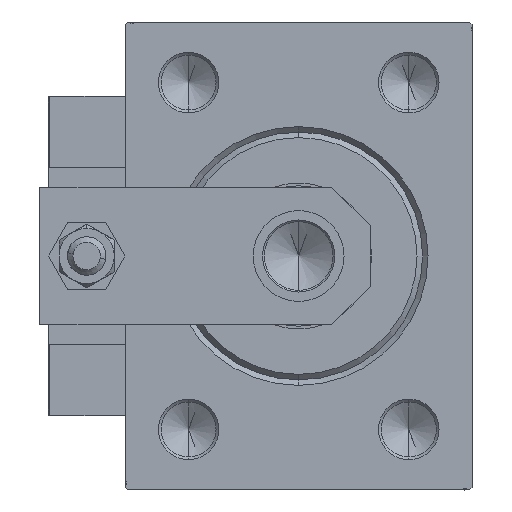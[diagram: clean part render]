
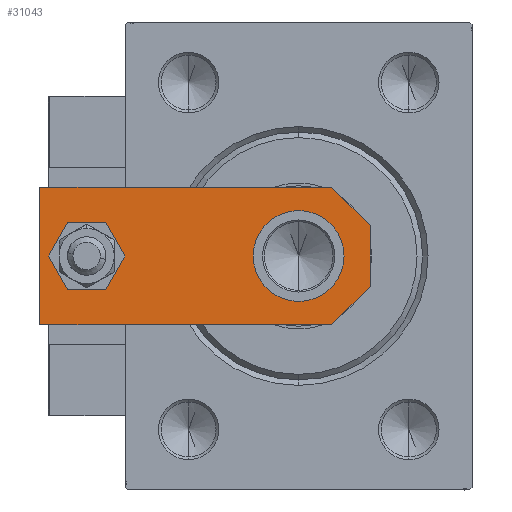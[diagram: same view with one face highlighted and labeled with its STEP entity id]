
A CAD part, left-side view. The second image highlights one B-rep face of the part: STEP entity #31043.
In plain terms, the highlighted face is planar.
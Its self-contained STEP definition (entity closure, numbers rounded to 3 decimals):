
#308 = VERTEX_POINT ( 'NONE', #24587 ) ;
#908 = DIRECTION ( 'NONE',  ( 0., -1., 0. ) ) ;
#1672 = CIRCLE ( 'NONE', #10898, 4. ) ;
#2582 = VERTEX_POINT ( 'NONE', #25333 ) ;
#2659 = EDGE_CURVE ( 'NONE', #37112, #38170, #26218, .T. ) ;
#2756 = LINE ( 'NONE', #11928, #37811 ) ;
#3755 = CIRCLE ( 'NONE', #9640, 4. ) ;
#3864 = PLANE ( 'NONE',  #31886 ) ;
#3934 = CARTESIAN_POINT ( 'NONE',  ( 0., 13., 6. ) ) ;
#4304 = EDGE_CURVE ( 'NONE', #16236, #21311, #28352, .T. ) ;
#6203 = ORIENTED_EDGE ( 'NONE', *, *, #10245, .T. ) ;
#7292 = DIRECTION ( 'NONE',  ( 0., 0., 1. ) ) ;
#8044 = DIRECTION ( 'NONE',  ( 0., 0., 1. ) ) ;
#8045 = LINE ( 'NONE', #24118, #25846 ) ;
#8313 = EDGE_CURVE ( 'NONE', #2582, #8650, #3755, .T. ) ;
#8361 = ORIENTED_EDGE ( 'NONE', *, *, #42216, .T. ) ;
#8650 = VERTEX_POINT ( 'NONE', #18479 ) ;
#8749 = LINE ( 'NONE', #31913, #33424 ) ;
#8787 = LINE ( 'NONE', #35869, #35173 ) ;
#9640 = AXIS2_PLACEMENT_3D ( 'NONE', #38489, #42431, #18803 ) ;
#10245 = EDGE_CURVE ( 'NONE', #34859, #308, #8045, .T. ) ;
#10898 = AXIS2_PLACEMENT_3D ( 'NONE', #36062, #51603, #27712 ) ;
#11231 = FACE_OUTER_BOUND ( 'NONE', #15033, .T. ) ;
#11581 = VECTOR ( 'NONE', #43026, 1000. ) ;
#11890 = AXIS2_PLACEMENT_3D ( 'NONE', #3934, #35975, #40633 ) ;
#11928 = CARTESIAN_POINT ( 'NONE',  ( -12.5, 0., 6. ) ) ;
#12040 = DIRECTION ( 'NONE',  ( 0.707, 0.707, 0. ) ) ;
#12378 = EDGE_LOOP ( 'NONE', ( #15494, #27249 ) ) ;
#15033 = EDGE_LOOP ( 'NONE', ( #51863, #6203, #20437, #34610, #29454, #8361 ) ) ;
#15147 = CARTESIAN_POINT ( 'NONE',  ( -12.5, 7., 6. ) ) ;
#15366 = VECTOR ( 'NONE', #12040, 1000. ) ;
#15448 = DIRECTION ( 'NONE',  ( 1., 0., 0. ) ) ;
#15494 = ORIENTED_EDGE ( 'NONE', *, *, #35245, .F. ) ;
#16236 = VERTEX_POINT ( 'NONE', #40202 ) ;
#16790 = CARTESIAN_POINT ( 'NONE',  ( 2.75, -2.75, 6. ) ) ;
#18403 = ORIENTED_EDGE ( 'NONE', *, *, #22389, .F. ) ;
#18479 = CARTESIAN_POINT ( 'NONE',  ( -4., 51.5, 6. ) ) ;
#18803 = DIRECTION ( 'NONE',  ( 1., 0., 0. ) ) ;
#20437 = ORIENTED_EDGE ( 'NONE', *, *, #46743, .T. ) ;
#20618 = AXIS2_PLACEMENT_3D ( 'NONE', #44049, #8044, #24377 ) ;
#21311 = VERTEX_POINT ( 'NONE', #27543 ) ;
#21396 = CARTESIAN_POINT ( 'NONE',  ( -8.25, 13., 6. ) ) ;
#22389 = EDGE_CURVE ( 'NONE', #38170, #37112, #43250, .T. ) ;
#24118 = CARTESIAN_POINT ( 'NONE',  ( -2.75, -2.75, 6. ) ) ;
#24377 = DIRECTION ( 'NONE',  ( 1., 0., 0. ) ) ;
#24587 = CARTESIAN_POINT ( 'NONE',  ( -5.5, 0., 6. ) ) ;
#25333 = CARTESIAN_POINT ( 'NONE',  ( 4., 51.5, 6. ) ) ;
#25846 = VECTOR ( 'NONE', #40106, 1000. ) ;
#26218 = CIRCLE ( 'NONE', #11890, 8.25 ) ;
#27034 = LINE ( 'NONE', #27550, #11581 ) ;
#27249 = ORIENTED_EDGE ( 'NONE', *, *, #8313, .F. ) ;
#27380 = EDGE_CURVE ( 'NONE', #21311, #51572, #27034, .T. ) ;
#27543 = CARTESIAN_POINT ( 'NONE',  ( 12.5, 7., 6. ) ) ;
#27550 = CARTESIAN_POINT ( 'NONE',  ( 12.5, 0., 6. ) ) ;
#27555 = FACE_BOUND ( 'NONE', #12378, .T. ) ;
#27566 = VERTEX_POINT ( 'NONE', #30057 ) ;
#27712 = DIRECTION ( 'NONE',  ( 1., 0., 0. ) ) ;
#28352 = LINE ( 'NONE', #16790, #15366 ) ;
#29454 = ORIENTED_EDGE ( 'NONE', *, *, #27380, .T. ) ;
#30057 = CARTESIAN_POINT ( 'NONE',  ( -12.5, 60., 6. ) ) ;
#31043 = ADVANCED_FACE ( 'NONE', ( #27555, #11231, #39859 ), #3864, .T. ) ;
#31886 = AXIS2_PLACEMENT_3D ( 'NONE', #46987, #7292, #15448 ) ;
#31913 = CARTESIAN_POINT ( 'NONE',  ( 12.5, 60., 6. ) ) ;
#32891 = CARTESIAN_POINT ( 'NONE',  ( 8.25, 13., 6. ) ) ;
#33424 = VECTOR ( 'NONE', #47935, 1000. ) ;
#33697 = EDGE_CURVE ( 'NONE', #27566, #34859, #8787, .T. ) ;
#34610 = ORIENTED_EDGE ( 'NONE', *, *, #4304, .T. ) ;
#34859 = VERTEX_POINT ( 'NONE', #15147 ) ;
#35173 = VECTOR ( 'NONE', #908, 1000. ) ;
#35245 = EDGE_CURVE ( 'NONE', #8650, #2582, #1672, .T. ) ;
#35869 = CARTESIAN_POINT ( 'NONE',  ( -12.5, 60., 6. ) ) ;
#35975 = DIRECTION ( 'NONE',  ( 0., 0., 1. ) ) ;
#36062 = CARTESIAN_POINT ( 'NONE',  ( 0., 51.5, 6. ) ) ;
#37112 = VERTEX_POINT ( 'NONE', #21396 ) ;
#37673 = CARTESIAN_POINT ( 'NONE',  ( 12.5, 60., 6. ) ) ;
#37811 = VECTOR ( 'NONE', #42957, 1000. ) ;
#38170 = VERTEX_POINT ( 'NONE', #32891 ) ;
#38489 = CARTESIAN_POINT ( 'NONE',  ( 0., 51.5, 6. ) ) ;
#39859 = FACE_BOUND ( 'NONE', #40336, .T. ) ;
#40106 = DIRECTION ( 'NONE',  ( 0.707, -0.707, 0. ) ) ;
#40202 = CARTESIAN_POINT ( 'NONE',  ( 5.5, 0., 6. ) ) ;
#40336 = EDGE_LOOP ( 'NONE', ( #51507, #18403 ) ) ;
#40633 = DIRECTION ( 'NONE',  ( 1., 0., 0. ) ) ;
#42216 = EDGE_CURVE ( 'NONE', #51572, #27566, #8749, .T. ) ;
#42431 = DIRECTION ( 'NONE',  ( 0., 0., 1. ) ) ;
#42957 = DIRECTION ( 'NONE',  ( 1., 0., 0. ) ) ;
#43026 = DIRECTION ( 'NONE',  ( 0., 1., 0. ) ) ;
#43250 = CIRCLE ( 'NONE', #20618, 8.25 ) ;
#44049 = CARTESIAN_POINT ( 'NONE',  ( 0., 13., 6. ) ) ;
#46743 = EDGE_CURVE ( 'NONE', #308, #16236, #2756, .T. ) ;
#46987 = CARTESIAN_POINT ( 'NONE',  ( 0., 0., 6. ) ) ;
#47935 = DIRECTION ( 'NONE',  ( -1., 0., 0. ) ) ;
#51507 = ORIENTED_EDGE ( 'NONE', *, *, #2659, .F. ) ;
#51572 = VERTEX_POINT ( 'NONE', #37673 ) ;
#51603 = DIRECTION ( 'NONE',  ( 0., 0., 1. ) ) ;
#51863 = ORIENTED_EDGE ( 'NONE', *, *, #33697, .T. ) ;
